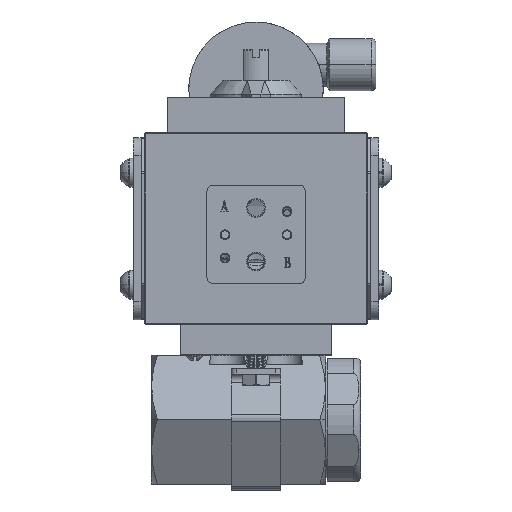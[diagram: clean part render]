
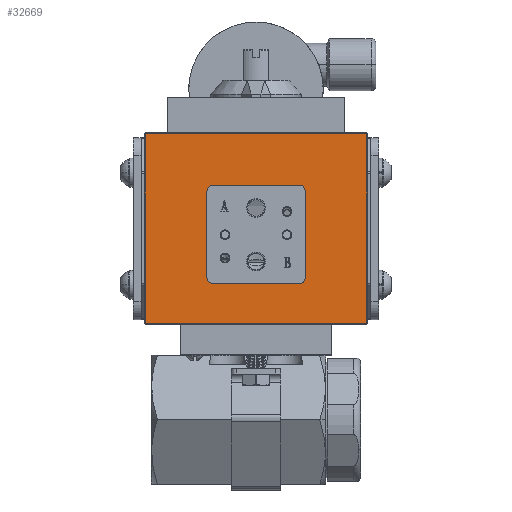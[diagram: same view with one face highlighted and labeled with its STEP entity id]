
A CAD part, top view. The second image highlights one B-rep face of the part: STEP entity #32669.
In plain terms, the highlighted planar face has unit normal (0, 0, 1).
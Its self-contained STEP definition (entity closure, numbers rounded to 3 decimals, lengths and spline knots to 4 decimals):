
#98 = VERTEX_POINT ( 'NONE', #349 ) ;
#349 = CARTESIAN_POINT ( 'NONE',  ( -0.997, 2.8925, 1.55 ) ) ;
#1026 = DIRECTION ( 'NONE',  ( 1., 0., 0. ) ) ;
#3653 = DIRECTION ( 'NONE',  ( 0., 1., 0. ) ) ;
#3831 = EDGE_CURVE ( 'NONE', #18860, #14431, #43355, .T. ) ;
#3956 = CARTESIAN_POINT ( 'NONE',  ( 1.003, 4.7675, 1.55 ) ) ;
#4742 = DIRECTION ( 'NONE',  ( 0., 0., -1. ) ) ;
#5024 = CARTESIAN_POINT ( 'NONE',  ( 2.273, 1.9525, 1.55 ) ) ;
#5368 = LINE ( 'NONE', #9956, #22106 ) ;
#6626 = FACE_BOUND ( 'NONE', #48747, .T. ) ;
#6815 = AXIS2_PLACEMENT_3D ( 'NONE', #47380, #4742, #54543 ) ;
#9956 = CARTESIAN_POINT ( 'NONE',  ( -0.997, 4.7675, 1.55 ) ) ;
#10194 = CIRCLE ( 'NONE', #67023, 0.125 ) ;
#10626 = LINE ( 'NONE', #67043, #65209 ) ;
#10886 = DIRECTION ( 'NONE',  ( 0., 0., -1. ) ) ;
#12182 = DIRECTION ( 'NONE',  ( 1., 0., 0. ) ) ;
#12855 = VERTEX_POINT ( 'NONE', #84105 ) ;
#13098 = LINE ( 'NONE', #22215, #67660 ) ;
#13308 = VERTEX_POINT ( 'NONE', #25591 ) ;
#14431 = VERTEX_POINT ( 'NONE', #33828 ) ;
#18261 = LINE ( 'NONE', #5024, #68340 ) ;
#18458 = CARTESIAN_POINT ( 'NONE',  ( -2.253, 5.8325, 1.55 ) ) ;
#18598 = EDGE_LOOP ( 'NONE', ( #74006, #88413, #64732, #91766 ) ) ;
#18860 = VERTEX_POINT ( 'NONE', #29750 ) ;
#18973 = EDGE_CURVE ( 'NONE', #22262, #98, #67728, .T. ) ;
#19737 = VERTEX_POINT ( 'NONE', #52073 ) ;
#22106 = VECTOR ( 'NONE', #31476, 39.3701 ) ;
#22215 = CARTESIAN_POINT ( 'NONE',  ( -0.997, 2.7675, 1.55 ) ) ;
#22262 = VERTEX_POINT ( 'NONE', #90983 ) ;
#24618 = CARTESIAN_POINT ( 'NONE',  ( 2.273, 5.8325, 1.55 ) ) ;
#25581 = FACE_OUTER_BOUND ( 'NONE', #18598, .T. ) ;
#25591 = CARTESIAN_POINT ( 'NONE',  ( -2.253, 5.8125, 1.55 ) ) ;
#29750 = CARTESIAN_POINT ( 'NONE',  ( 1.003, 2.8925, 1.55 ) ) ;
#30913 = EDGE_CURVE ( 'NONE', #19737, #14431, #10194, .T. ) ;
#31476 = DIRECTION ( 'NONE',  ( 0., -1., 0. ) ) ;
#32169 = VERTEX_POINT ( 'NONE', #77317 ) ;
#32660 = DIRECTION ( 'NONE',  ( 0., 1., 0. ) ) ;
#32669 = ADVANCED_FACE ( 'NONE', ( #25581, #6626 ), #53543, .F. ) ;
#32859 = DIRECTION ( 'NONE',  ( 0., 0., -1. ) ) ;
#33637 = VECTOR ( 'NONE', #61085, 39.3701 ) ;
#33675 = EDGE_CURVE ( 'NONE', #63977, #98, #5368, .T. ) ;
#33828 = CARTESIAN_POINT ( 'NONE',  ( 1.003, 4.6425, 1.55 ) ) ;
#34186 = ORIENTED_EDGE ( 'NONE', *, *, #33675, .F. ) ;
#34566 = EDGE_CURVE ( 'NONE', #48159, #32169, #43272, .T. ) ;
#35931 = ORIENTED_EDGE ( 'NONE', *, *, #18973, .T. ) ;
#37822 = VERTEX_POINT ( 'NONE', #85523 ) ;
#38114 = DIRECTION ( 'NONE',  ( 0., 1., 0. ) ) ;
#38433 = DIRECTION ( 'NONE',  ( 0., 0., -1. ) ) ;
#40131 = ORIENTED_EDGE ( 'NONE', *, *, #82364, .F. ) ;
#41128 = VECTOR ( 'NONE', #32660, 39.3701 ) ;
#41503 = EDGE_CURVE ( 'NONE', #63977, #37822, #78056, .T. ) ;
#43272 = LINE ( 'NONE', #80696, #59940 ) ;
#43355 = LINE ( 'NONE', #3956, #41128 ) ;
#45317 = LINE ( 'NONE', #65781, #61996 ) ;
#46106 = EDGE_CURVE ( 'NONE', #48939, #48159, #18261, .T. ) ;
#46302 = DIRECTION ( 'NONE',  ( 0., 0., -1. ) ) ;
#47380 = CARTESIAN_POINT ( 'NONE',  ( -0.872, 4.6425, 1.55 ) ) ;
#47522 = CIRCLE ( 'NONE', #69422, 0.125 ) ;
#47560 = ORIENTED_EDGE ( 'NONE', *, *, #3831, .F. ) ;
#48159 = VERTEX_POINT ( 'NONE', #52013 ) ;
#48747 = EDGE_LOOP ( 'NONE', ( #34186, #77451, #40131, #52192, #47560, #67657, #70542, #35931 ) ) ;
#48939 = VERTEX_POINT ( 'NONE', #67691 ) ;
#51514 = DIRECTION ( 'NONE',  ( -1., 0., 0. ) ) ;
#52013 = CARTESIAN_POINT ( 'NONE',  ( 2.253, 1.9525, 1.55 ) ) ;
#52073 = CARTESIAN_POINT ( 'NONE',  ( 0.878, 4.7675, 1.55 ) ) ;
#52192 = ORIENTED_EDGE ( 'NONE', *, *, #30913, .T. ) ;
#52268 = EDGE_CURVE ( 'NONE', #22262, #12855, #13098, .T. ) ;
#53543 = PLANE ( 'NONE',  #56402 ) ;
#54543 = DIRECTION ( 'NONE',  ( 0., 1., 0. ) ) ;
#56402 = AXIS2_PLACEMENT_3D ( 'NONE', #24618, #10886, #60660 ) ;
#58065 = EDGE_CURVE ( 'NONE', #13308, #48939, #88111, .T. ) ;
#58902 = CARTESIAN_POINT ( 'NONE',  ( -0.997, 4.6425, 1.55 ) ) ;
#59940 = VECTOR ( 'NONE', #38114, 39.3701 ) ;
#60660 = DIRECTION ( 'NONE',  ( 0., 1., 0. ) ) ;
#61085 = DIRECTION ( 'NONE',  ( 0., -1., 0. ) ) ;
#61996 = VECTOR ( 'NONE', #51514, 39.3701 ) ;
#62917 = EDGE_CURVE ( 'NONE', #32169, #13308, #45317, .T. ) ;
#63977 = VERTEX_POINT ( 'NONE', #58902 ) ;
#64732 = ORIENTED_EDGE ( 'NONE', *, *, #58065, .T. ) ;
#65209 = VECTOR ( 'NONE', #81058, 39.3701 ) ;
#65781 = CARTESIAN_POINT ( 'NONE',  ( 2.273, 5.8125, 1.55 ) ) ;
#67023 = AXIS2_PLACEMENT_3D ( 'NONE', #88924, #46302, #3653 ) ;
#67043 = CARTESIAN_POINT ( 'NONE',  ( -0.997, 4.7675, 1.55 ) ) ;
#67657 = ORIENTED_EDGE ( 'NONE', *, *, #81288, .T. ) ;
#67660 = VECTOR ( 'NONE', #1026, 39.3701 ) ;
#67691 = CARTESIAN_POINT ( 'NONE',  ( -2.253, 1.9525, 1.55 ) ) ;
#67728 = CIRCLE ( 'NONE', #80053, 0.125 ) ;
#68340 = VECTOR ( 'NONE', #12182, 39.3701 ) ;
#69422 = AXIS2_PLACEMENT_3D ( 'NONE', #75417, #32859, #82542 ) ;
#70542 = ORIENTED_EDGE ( 'NONE', *, *, #52268, .F. ) ;
#74006 = ORIENTED_EDGE ( 'NONE', *, *, #34566, .T. ) ;
#75417 = CARTESIAN_POINT ( 'NONE',  ( 0.878, 2.8925, 1.55 ) ) ;
#77317 = CARTESIAN_POINT ( 'NONE',  ( 2.253, 5.8125, 1.55 ) ) ;
#77451 = ORIENTED_EDGE ( 'NONE', *, *, #41503, .T. ) ;
#78056 = CIRCLE ( 'NONE', #6815, 0.125 ) ;
#80053 = AXIS2_PLACEMENT_3D ( 'NONE', #81024, #38433, #88170 ) ;
#80696 = CARTESIAN_POINT ( 'NONE',  ( 2.253, 5.8325, 1.55 ) ) ;
#81024 = CARTESIAN_POINT ( 'NONE',  ( -0.872, 2.8925, 1.55 ) ) ;
#81058 = DIRECTION ( 'NONE',  ( -1., 0., 0. ) ) ;
#81288 = EDGE_CURVE ( 'NONE', #18860, #12855, #47522, .T. ) ;
#82364 = EDGE_CURVE ( 'NONE', #19737, #37822, #10626, .T. ) ;
#82542 = DIRECTION ( 'NONE',  ( 0., 1., 0. ) ) ;
#84105 = CARTESIAN_POINT ( 'NONE',  ( 0.878, 2.7675, 1.55 ) ) ;
#85523 = CARTESIAN_POINT ( 'NONE',  ( -0.872, 4.7675, 1.55 ) ) ;
#88111 = LINE ( 'NONE', #18458, #33637 ) ;
#88170 = DIRECTION ( 'NONE',  ( 0., 1., 0. ) ) ;
#88413 = ORIENTED_EDGE ( 'NONE', *, *, #62917, .T. ) ;
#88924 = CARTESIAN_POINT ( 'NONE',  ( 0.878, 4.6425, 1.55 ) ) ;
#90983 = CARTESIAN_POINT ( 'NONE',  ( -0.872, 2.7675, 1.55 ) ) ;
#91766 = ORIENTED_EDGE ( 'NONE', *, *, #46106, .T. ) ;
